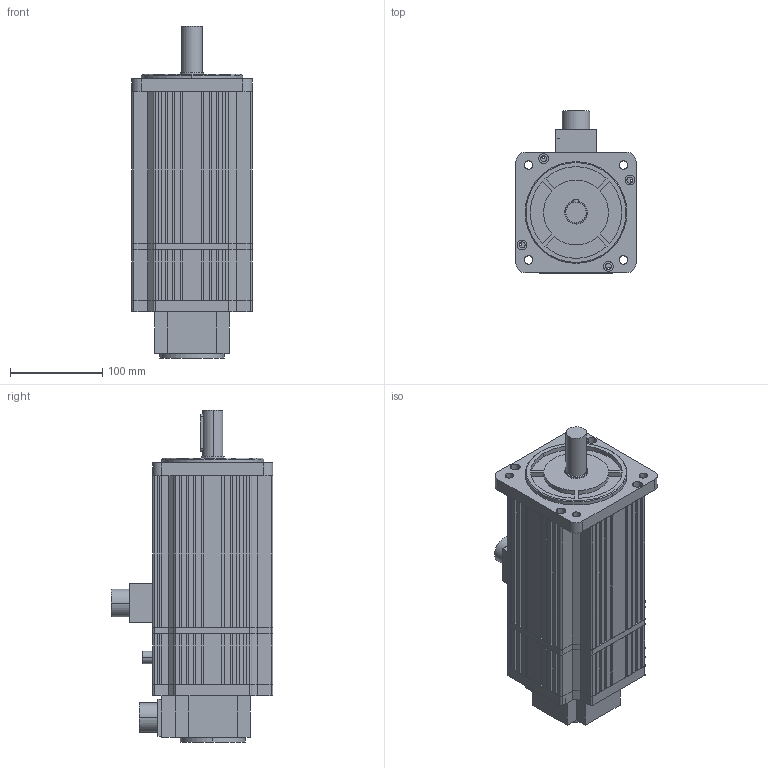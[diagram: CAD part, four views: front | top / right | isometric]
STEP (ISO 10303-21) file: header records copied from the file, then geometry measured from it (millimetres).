
FILE_DESCRIPTION (( 'STEP AP203' ), '1' );
FILE_NAME ('130-15015带制动（装配体）.STEP', '2017-06-10T08:38:59', ( '' ), ( '' ), 'SwSTEP 2.0', 'SolidWorks 2014', '' );
FILE_SCHEMA (( 'CONFIG_CONTROL_DESIGN' ));
Length unit declared in the file: millimetre
Products named in the file (12): 130-15015带制动（装配体）; 瑩6; 惕掅芛; 130侜督綴裔; 130侜督惕掅傷裔; 130瑤脣; 130侜督ヶ裔; 130粣; 130隅赽 15籟1000; 130晤鎢ん; 130惕掅儂褲; 130瑤脣2
Assembly tree (11 placements, depth 2):
  130-15015带制动（装配体）
    130隅赽 15籟1000
    130侜督ヶ裔
    130侜督惕掅傷裔
    130惕掅儂褲
    130瑤脣
    130侜督綴裔
    130晤鎢ん
    130瑤脣2
    惕掅芛
    130粣
    瑩6
Bounding box: 130 x 175 x 359 mm (x, y, z)
Volume: 1471400.9 mm3; surface area: 475436.6 mm2
Topology: 15 solids, 15 shells, 833 faces, 2147 edges, 1408 vertices
Faces by surface type: plane 566, cylinder 247, cone 10, bspline 8, torus 2
Entity records: 26648 total; most frequent: CARTESIAN_POINT 4548, DIRECTION 4341, ORIENTED_EDGE 4278, EDGE_CURVE 2139, VECTOR 1559, LINE 1559, VERTEX_POINT 1408, AXIS2_PLACEMENT_3D 1391
